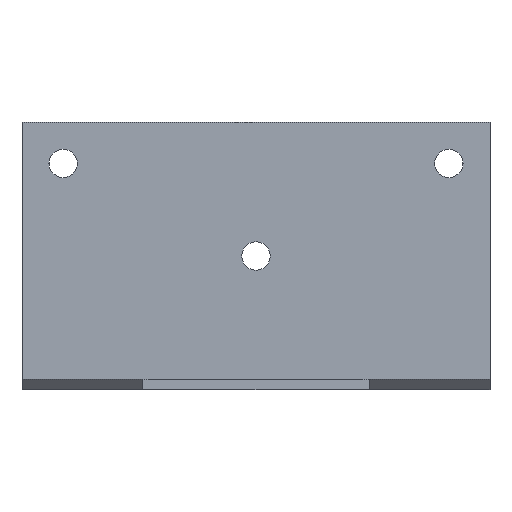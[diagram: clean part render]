
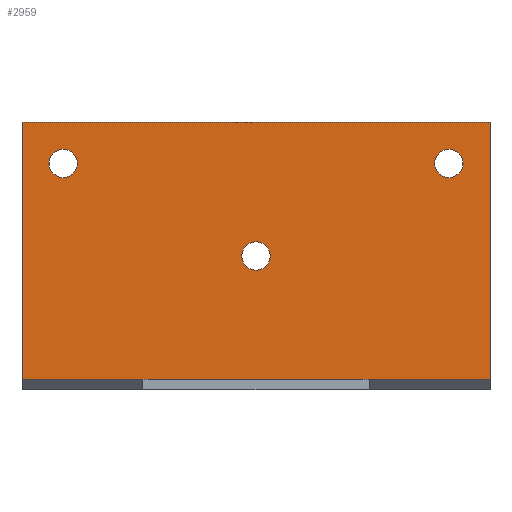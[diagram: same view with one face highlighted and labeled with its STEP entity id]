
A CAD part, left-side view. The second image highlights one B-rep face of the part: STEP entity #2959.
In plain terms, the highlighted planar face has unit normal (-1, 0, 0).
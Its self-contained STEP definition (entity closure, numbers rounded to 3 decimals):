
#23 = DIRECTION ( 'NONE',  ( 0., 0., 1. ) ) ;
#35 = EDGE_LOOP ( 'NONE', ( #2690, #1532 ) ) ;
#87 = CARTESIAN_POINT ( 'NONE',  ( -4., 45.5, 0. ) ) ;
#187 = EDGE_LOOP ( 'NONE', ( #2733, #733 ) ) ;
#199 = FACE_BOUND ( 'NONE', #35, .T. ) ;
#204 = VECTOR ( 'NONE', #1218, 1000. ) ;
#209 = CARTESIAN_POINT ( 'NONE',  ( -4., -37.5, 44.75 ) ) ;
#260 = EDGE_CURVE ( 'NONE', #1463, #963, #911, .T. ) ;
#284 = CARTESIAN_POINT ( 'NONE',  ( -4., 45.5, 0. ) ) ;
#290 = CARTESIAN_POINT ( 'NONE',  ( -4., -45.5, 0. ) ) ;
#300 = CARTESIAN_POINT ( 'NONE',  ( -4., 37.5, 42. ) ) ;
#346 = VERTEX_POINT ( 'NONE', #352 ) ;
#352 = CARTESIAN_POINT ( 'NONE',  ( -4., -45.5, 50. ) ) ;
#356 = AXIS2_PLACEMENT_3D ( 'NONE', #1867, #2530, #1147 ) ;
#378 = ORIENTED_EDGE ( 'NONE', *, *, #2820, .T. ) ;
#411 = EDGE_LOOP ( 'NONE', ( #672, #877 ) ) ;
#427 = FACE_BOUND ( 'NONE', #411, .T. ) ;
#492 = DIRECTION ( 'NONE',  ( -1., 0., 0. ) ) ;
#531 = VERTEX_POINT ( 'NONE', #655 ) ;
#545 = CARTESIAN_POINT ( 'NONE',  ( -4., -37.5, 42. ) ) ;
#563 = CARTESIAN_POINT ( 'NONE',  ( -4., 45.5, 50. ) ) ;
#622 = CIRCLE ( 'NONE', #2985, 2.75 ) ;
#655 = CARTESIAN_POINT ( 'NONE',  ( -4., 37.5, 44.75 ) ) ;
#672 = ORIENTED_EDGE ( 'NONE', *, *, #2051, .F. ) ;
#713 = EDGE_CURVE ( 'NONE', #814, #1615, #1161, .T. ) ;
#733 = ORIENTED_EDGE ( 'NONE', *, *, #260, .F. ) ;
#777 = CARTESIAN_POINT ( 'NONE',  ( -4., 0., 0. ) ) ;
#793 = CARTESIAN_POINT ( 'NONE',  ( -4., 45.5, 50. ) ) ;
#804 = VECTOR ( 'NONE', #1513, 1000. ) ;
#814 = VERTEX_POINT ( 'NONE', #563 ) ;
#831 = CARTESIAN_POINT ( 'NONE',  ( -4., 45.5, 0. ) ) ;
#843 = CARTESIAN_POINT ( 'NONE',  ( -4., -37.5, 42. ) ) ;
#863 = CARTESIAN_POINT ( 'NONE',  ( -4., -37.5, 39.25 ) ) ;
#877 = ORIENTED_EDGE ( 'NONE', *, *, #2388, .F. ) ;
#911 = CIRCLE ( 'NONE', #1527, 2.75 ) ;
#963 = VERTEX_POINT ( 'NONE', #863 ) ;
#1046 = DIRECTION ( 'NONE',  ( -1., 0., 0. ) ) ;
#1056 = DIRECTION ( 'NONE',  ( 0., 0., -1. ) ) ;
#1079 = CARTESIAN_POINT ( 'NONE',  ( -4., 0., 24. ) ) ;
#1147 = DIRECTION ( 'NONE',  ( 0., 0., -1. ) ) ;
#1161 = LINE ( 'NONE', #87, #804 ) ;
#1218 = DIRECTION ( 'NONE',  ( 0., 1., 0. ) ) ;
#1223 = DIRECTION ( 'NONE',  ( -1., 0., 0. ) ) ;
#1258 = DIRECTION ( 'NONE',  ( 0., 0., -1. ) ) ;
#1325 = EDGE_CURVE ( 'NONE', #963, #1463, #622, .T. ) ;
#1339 = VECTOR ( 'NONE', #23, 1000. ) ;
#1392 = ORIENTED_EDGE ( 'NONE', *, *, #2432, .T. ) ;
#1408 = VECTOR ( 'NONE', #1622, 1000. ) ;
#1409 = AXIS2_PLACEMENT_3D ( 'NONE', #300, #1931, #2827 ) ;
#1463 = VERTEX_POINT ( 'NONE', #209 ) ;
#1476 = AXIS2_PLACEMENT_3D ( 'NONE', #777, #1223, #2379 ) ;
#1490 = AXIS2_PLACEMENT_3D ( 'NONE', #1875, #492, #2107 ) ;
#1513 = DIRECTION ( 'NONE',  ( 0., 0., -1. ) ) ;
#1527 = AXIS2_PLACEMENT_3D ( 'NONE', #545, #2154, #1258 ) ;
#1528 = DIRECTION ( 'NONE',  ( 0., 0., 1. ) ) ;
#1532 = ORIENTED_EDGE ( 'NONE', *, *, #2938, .T. ) ;
#1543 = CARTESIAN_POINT ( 'NONE',  ( -4., 0., 21.25 ) ) ;
#1615 = VERTEX_POINT ( 'NONE', #284 ) ;
#1619 = CARTESIAN_POINT ( 'NONE',  ( -4., 37.5, 39.25 ) ) ;
#1622 = DIRECTION ( 'NONE',  ( 0., -1., 0. ) ) ;
#1670 = LINE ( 'NONE', #793, #204 ) ;
#1680 = VERTEX_POINT ( 'NONE', #2414 ) ;
#1708 = LINE ( 'NONE', #831, #1408 ) ;
#1738 = ORIENTED_EDGE ( 'NONE', *, *, #713, .T. ) ;
#1867 = CARTESIAN_POINT ( 'NONE',  ( -4., 37.5, 42. ) ) ;
#1875 = CARTESIAN_POINT ( 'NONE',  ( -4., 0., 24. ) ) ;
#1877 = LINE ( 'NONE', #2794, #1339 ) ;
#1905 = PLANE ( 'NONE',  #1476 ) ;
#1931 = DIRECTION ( 'NONE',  ( 1., 0., 0. ) ) ;
#1997 = EDGE_CURVE ( 'NONE', #2177, #531, #2395, .T. ) ;
#2004 = DIRECTION ( 'NONE',  ( -1., 0., 0. ) ) ;
#2051 = EDGE_CURVE ( 'NONE', #1680, #2270, #2778, .T. ) ;
#2103 = ORIENTED_EDGE ( 'NONE', *, *, #2272, .T. ) ;
#2107 = DIRECTION ( 'NONE',  ( 0., 0., 1. ) ) ;
#2153 = EDGE_LOOP ( 'NONE', ( #2103, #378, #1392, #1738 ) ) ;
#2154 = DIRECTION ( 'NONE',  ( -1., 0., 0. ) ) ;
#2177 = VERTEX_POINT ( 'NONE', #1619 ) ;
#2270 = VERTEX_POINT ( 'NONE', #1543 ) ;
#2272 = EDGE_CURVE ( 'NONE', #1615, #2939, #1708, .T. ) ;
#2275 = CIRCLE ( 'NONE', #1409, 2.75 ) ;
#2281 = CIRCLE ( 'NONE', #1490, 2.75 ) ;
#2379 = DIRECTION ( 'NONE',  ( 0., 0., 1. ) ) ;
#2388 = EDGE_CURVE ( 'NONE', #2270, #1680, #2281, .T. ) ;
#2395 = CIRCLE ( 'NONE', #356, 2.75 ) ;
#2400 = AXIS2_PLACEMENT_3D ( 'NONE', #1079, #2004, #1528 ) ;
#2414 = CARTESIAN_POINT ( 'NONE',  ( -4., 0., 26.75 ) ) ;
#2427 = FACE_BOUND ( 'NONE', #187, .T. ) ;
#2432 = EDGE_CURVE ( 'NONE', #346, #814, #1670, .T. ) ;
#2530 = DIRECTION ( 'NONE',  ( 1., 0., 0. ) ) ;
#2594 = FACE_OUTER_BOUND ( 'NONE', #2153, .T. ) ;
#2690 = ORIENTED_EDGE ( 'NONE', *, *, #1997, .T. ) ;
#2733 = ORIENTED_EDGE ( 'NONE', *, *, #1325, .F. ) ;
#2778 = CIRCLE ( 'NONE', #2400, 2.75 ) ;
#2794 = CARTESIAN_POINT ( 'NONE',  ( -4., -45.5, 0. ) ) ;
#2820 = EDGE_CURVE ( 'NONE', #2939, #346, #1877, .T. ) ;
#2827 = DIRECTION ( 'NONE',  ( 0., 0., -1. ) ) ;
#2938 = EDGE_CURVE ( 'NONE', #531, #2177, #2275, .T. ) ;
#2939 = VERTEX_POINT ( 'NONE', #290 ) ;
#2959 = ADVANCED_FACE ( 'NONE', ( #2427, #199, #427, #2594 ), #1905, .T. ) ;
#2985 = AXIS2_PLACEMENT_3D ( 'NONE', #843, #1046, #1056 ) ;
